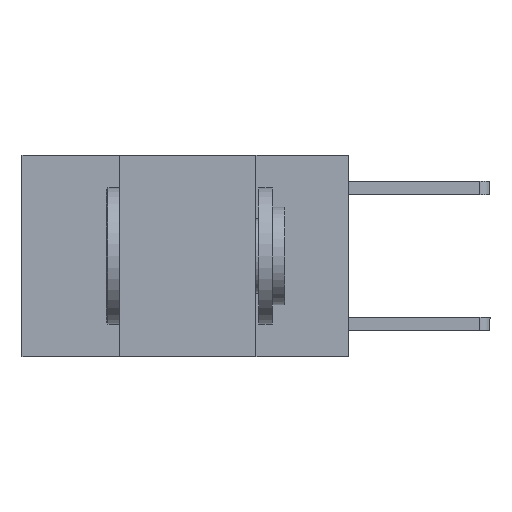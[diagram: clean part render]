
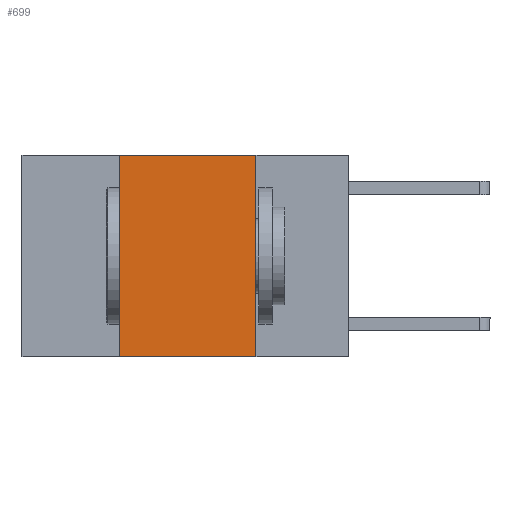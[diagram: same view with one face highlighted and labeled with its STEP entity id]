
A CAD part, left-side view. The second image highlights one B-rep face of the part: STEP entity #699.
In plain terms, the highlighted planar face has unit normal (-1, 0, 0).
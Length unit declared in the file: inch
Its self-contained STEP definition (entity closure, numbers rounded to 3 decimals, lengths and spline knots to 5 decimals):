
#255 = LINE ( 'NONE', #7455, #9560 ) ;
#432 = VECTOR ( 'NONE', #9405, 39.37008 ) ;
#465 = VERTEX_POINT ( 'NONE', #8540 ) ;
#627 = CARTESIAN_POINT ( 'NONE',  ( 0., 0.17, 0. ) ) ;
#699 = ADVANCED_FACE ( 'NONE', ( #10052 ), #4645, .F. ) ;
#832 = VECTOR ( 'NONE', #3454, 39.37008 ) ;
#1345 = ORIENTED_EDGE ( 'NONE', *, *, #9008, .F. ) ;
#1447 = LINE ( 'NONE', #3455, #832 ) ;
#1639 = ORIENTED_EDGE ( 'NONE', *, *, #8749, .T. ) ;
#1976 = DIRECTION ( 'NONE',  ( 0., -1., 0. ) ) ;
#2059 = VECTOR ( 'NONE', #2526, 39.37008 ) ;
#2436 = AXIS2_PLACEMENT_3D ( 'NONE', #4552, #4333, #4308 ) ;
#2526 = DIRECTION ( 'NONE',  ( 0., 0., -1. ) ) ;
#3454 = DIRECTION ( 'NONE',  ( 0., 0., 1. ) ) ;
#3455 = CARTESIAN_POINT ( 'NONE',  ( 0., 0.42, 0. ) ) ;
#3648 = EDGE_CURVE ( 'NONE', #6801, #9184, #1447, .T. ) ;
#4308 = DIRECTION ( 'NONE',  ( 0., 0., -1. ) ) ;
#4333 = DIRECTION ( 'NONE',  ( 1., 0., 0. ) ) ;
#4552 = CARTESIAN_POINT ( 'NONE',  ( 0., 0.6, 0. ) ) ;
#4645 = PLANE ( 'NONE',  #2436 ) ;
#6220 = CARTESIAN_POINT ( 'NONE',  ( 0., 0.42, 0. ) ) ;
#6228 = CARTESIAN_POINT ( 'NONE',  ( 0., 0.17, 0. ) ) ;
#6801 = VERTEX_POINT ( 'NONE', #8569 ) ;
#6930 = VERTEX_POINT ( 'NONE', #627 ) ;
#7455 = CARTESIAN_POINT ( 'NONE',  ( 0., 0.6, -0.37 ) ) ;
#8246 = ORIENTED_EDGE ( 'NONE', *, *, #8604, .F. ) ;
#8526 = LINE ( 'NONE', #8571, #432 ) ;
#8540 = CARTESIAN_POINT ( 'NONE',  ( 0., 0.17, -0.37 ) ) ;
#8569 = CARTESIAN_POINT ( 'NONE',  ( 0., 0.42, -0.37 ) ) ;
#8571 = CARTESIAN_POINT ( 'NONE',  ( 0., 0.6, 0. ) ) ;
#8604 = EDGE_CURVE ( 'NONE', #6930, #465, #11257, .T. ) ;
#8749 = EDGE_CURVE ( 'NONE', #6801, #465, #255, .T. ) ;
#9008 = EDGE_CURVE ( 'NONE', #9184, #6930, #8526, .T. ) ;
#9184 = VERTEX_POINT ( 'NONE', #6220 ) ;
#9405 = DIRECTION ( 'NONE',  ( 0., -1., 0. ) ) ;
#9560 = VECTOR ( 'NONE', #1976, 39.37008 ) ;
#9817 = EDGE_LOOP ( 'NONE', ( #8246, #1345, #10643, #1639 ) ) ;
#10052 = FACE_OUTER_BOUND ( 'NONE', #9817, .T. ) ;
#10643 = ORIENTED_EDGE ( 'NONE', *, *, #3648, .F. ) ;
#11257 = LINE ( 'NONE', #6228, #2059 ) ;
